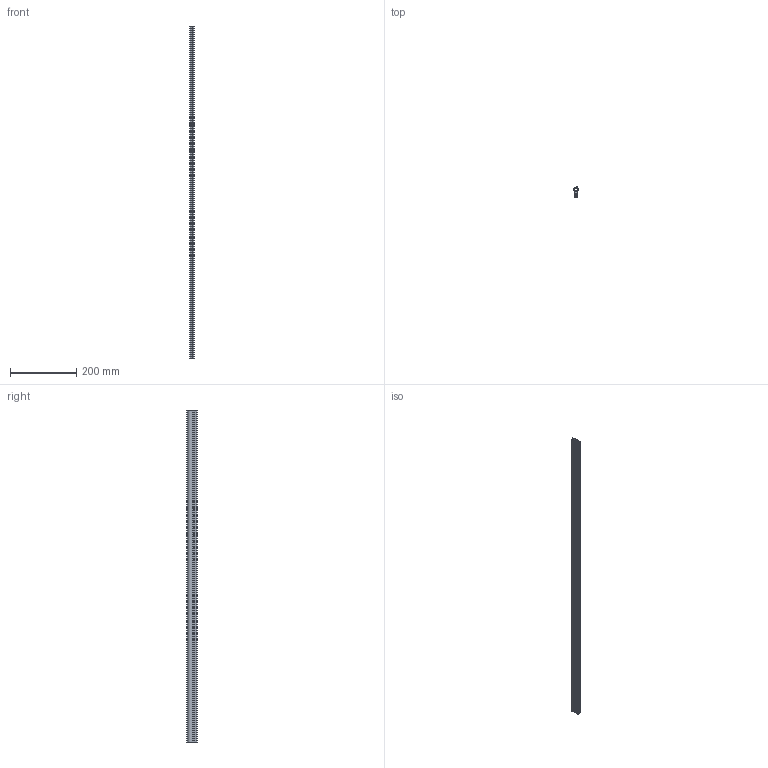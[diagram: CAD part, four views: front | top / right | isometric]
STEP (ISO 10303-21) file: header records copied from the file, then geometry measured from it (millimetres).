
FILE_DESCRIPTION(/* description */ ('Alibre Inc.'),/* implementation_level */ '2;1');
FILE_NAME(/* name */ 'export-E836237B-EDA7-43C6-BE0B-0BE059D5EA86',/* time_stamp */ '2021-11-24T16:58:30+01:00',/* author */ (''),/* organization */ (''),/* preprocessor_version */ 'ST-DEVELOPER v17',/* originating_system */ 'Alibre',/* authorisation */ '');
FILE_SCHEMA (('AUTOMOTIVE_DESIGN'));
Length unit declared in the file: millimetre
Bounding box: 13.28 x 30.5 x 1000 mm (x, y, z)
Volume: 163094.3 mm3; surface area: 145128.6 mm2
Topology: 1 solids, 1 shells, 46 faces, 132 edges, 88 vertices
Faces by surface type: cylinder 29, plane 17
Entity records: 1525 total; most frequent: ORIENTED_EDGE 264, CARTESIAN_POINT 257, DIRECTION 253, EDGE_CURVE 132, AXIS2_PLACEMENT_3D 99, VERTEX_POINT 88, VECTOR 70, LINE 70
